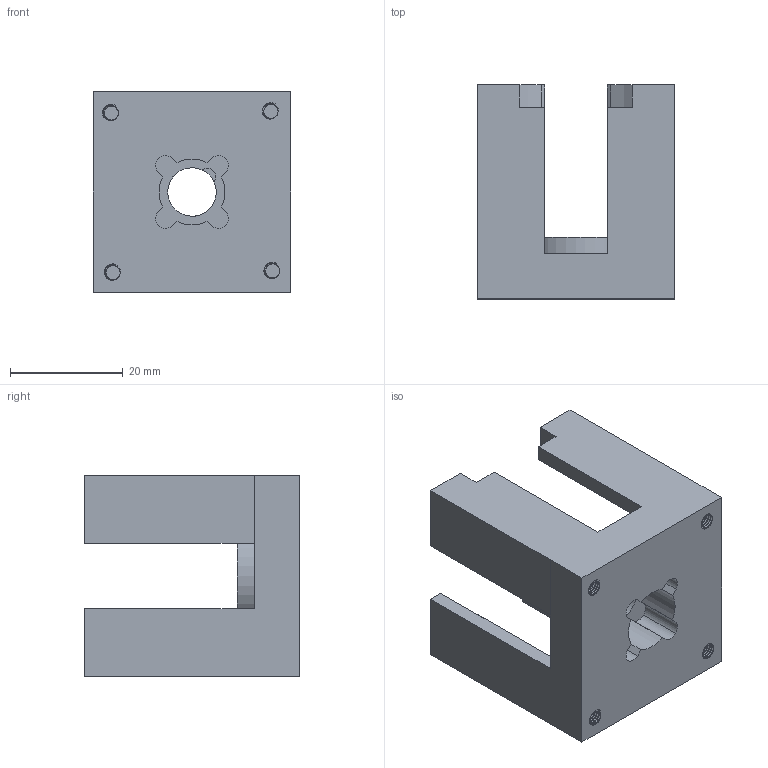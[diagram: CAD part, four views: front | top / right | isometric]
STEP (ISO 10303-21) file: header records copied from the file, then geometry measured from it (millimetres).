
FILE_DESCRIPTION(/* description */ ('','CAx-IF Rec.Pracs.---Representation and Presentation of Product Manufacturing Information (PMI)---4.0---2014-10-13'),/* implementation_level */ '2;1');
FILE_NAME(/* name */ 'IDEX_4way_valve_servo_actuation_V1_valve_holder.step',/* time_stamp */ '2025-03-25T23:30:59+01:00',/* author */ (''),/* organization */ (''),/* preprocessor_version */ 'ST-DEVELOPER v20',/* originating_system */ 'Autodesk Translation Framework v13.20.0.188',/* authorisation */ '');
FILE_SCHEMA (('AP242_MANAGED_MODEL_BASED_3D_ENGINEERING_MIM_LF { 1 0 10303 442 1 1 4 }'));
Products named in the file (1): IDEX_4way_valve_servo_actuation_V1
Bounding box: 35 x 38 x 35.6 mm (x, y, z)
Volume: 19430.6 mm3; surface area: 10725 mm2
Topology: 1 solids, 1 shells, 498 faces, 1458 edges, 972 vertices
Faces by surface type: cylinder 437, plane 45, bspline 16
Full cylindrical faces by diameter (mm): 2.529 x100, 3.086 x52, 8.6 x1
Entity records: 39853 total; most frequent: CARTESIAN_POINT 28285, ORIENTED_EDGE 2916, DIRECTION 1638, EDGE_CURVE 1458, VERTEX_POINT 972, B_SPLINE_CURVE_WITH_KNOTS 864, AXIS2_PLACEMENT_3D 561, LINE 516
